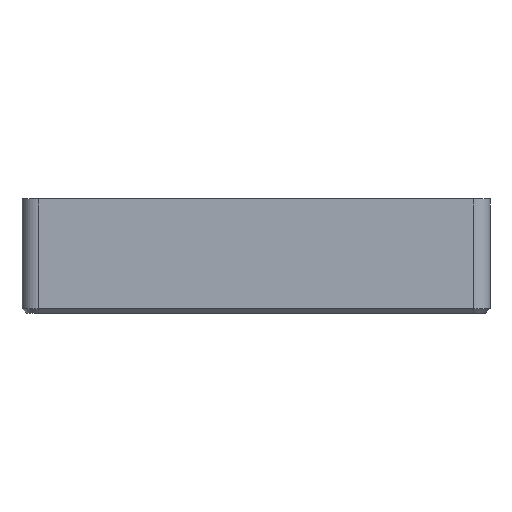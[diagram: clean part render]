
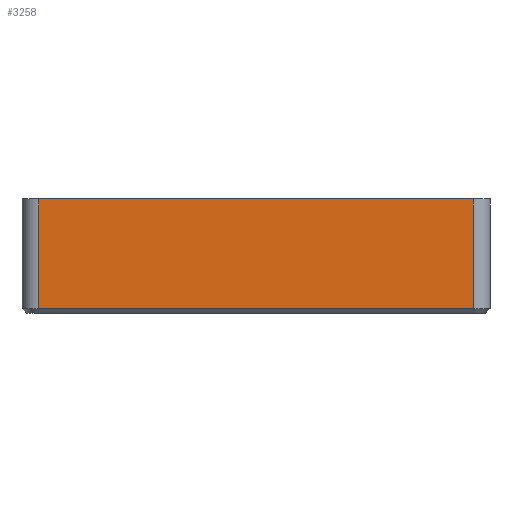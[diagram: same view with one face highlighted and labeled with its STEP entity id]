
A CAD part, left-side view. The second image highlights one B-rep face of the part: STEP entity #3258.
In plain terms, the highlighted planar face has unit normal (-1, 0, 0).
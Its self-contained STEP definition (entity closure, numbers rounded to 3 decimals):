
#350=FACE_OUTER_BOUND('',#575,.T.);
#575=EDGE_LOOP('',(#2725,#2726,#2727,#2728));
#891=LINE('',#5258,#1233);
#895=LINE('',#5269,#1237);
#936=LINE('',#5354,#1278);
#942=LINE('',#5373,#1284);
#1233=VECTOR('',#4259,10.);
#1237=VECTOR('',#4271,10.);
#1278=VECTOR('',#4318,10.);
#1284=VECTOR('',#4338,10.);
#1573=VERTEX_POINT('',#5219);
#1582=VERTEX_POINT('',#5251);
#1586=VERTEX_POINT('',#5268);
#1627=VERTEX_POINT('',#5353);
#1977=EDGE_CURVE('',#1582,#1573,#891,.T.);
#1982=EDGE_CURVE('',#1573,#1586,#895,.T.);
#2024=EDGE_CURVE('',#1586,#1627,#936,.F.);
#2036=EDGE_CURVE('',#1627,#1582,#942,.T.);
#2725=ORIENTED_EDGE('',*,*,#1977,.F.);
#2726=ORIENTED_EDGE('',*,*,#2036,.F.);
#2727=ORIENTED_EDGE('',*,*,#2024,.F.);
#2728=ORIENTED_EDGE('',*,*,#1982,.F.);
#3101=PLANE('',#3558);
#3258=ADVANCED_FACE('',(#350),#3101,.T.);
#3558=AXIS2_PLACEMENT_3D('',#5374,#4339,#4340);
#4259=DIRECTION('',(0.,1.,0.));
#4271=DIRECTION('',(0.,0.,1.));
#4318=DIRECTION('',(0.,1.,0.));
#4338=DIRECTION('',(0.,0.,-1.));
#4339=DIRECTION('center_axis',(-1.,0.,0.));
#4340=DIRECTION('ref_axis',(0.,1.,0.));
#5219=CARTESIAN_POINT('',(43169.284,-34864.692,856.5));
#5251=CARTESIAN_POINT('',(43169.284,-34969.499,856.5));
#5258=CARTESIAN_POINT('',(43169.284,-34945.297,856.5));
#5268=CARTESIAN_POINT('',(43169.284,-34864.692,883.));
#5269=CARTESIAN_POINT('',(43169.284,-34864.692,859.));
#5353=CARTESIAN_POINT('',(43169.284,-34969.499,883.));
#5354=CARTESIAN_POINT('',(43169.284,-34945.297,883.));
#5373=CARTESIAN_POINT('',(43169.284,-34969.499,859.));
#5374=CARTESIAN_POINT('Origin',(43169.284,-34973.499,859.));
